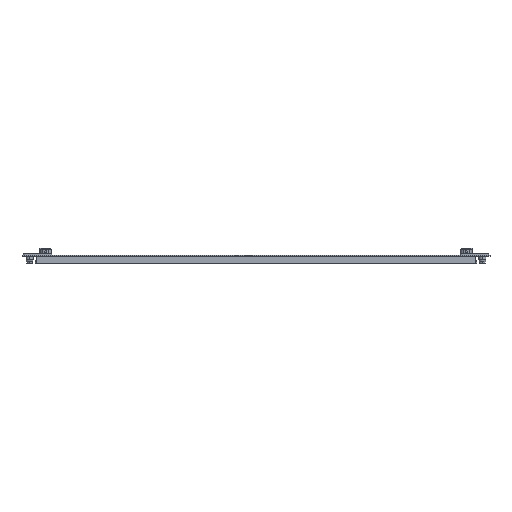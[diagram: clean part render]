
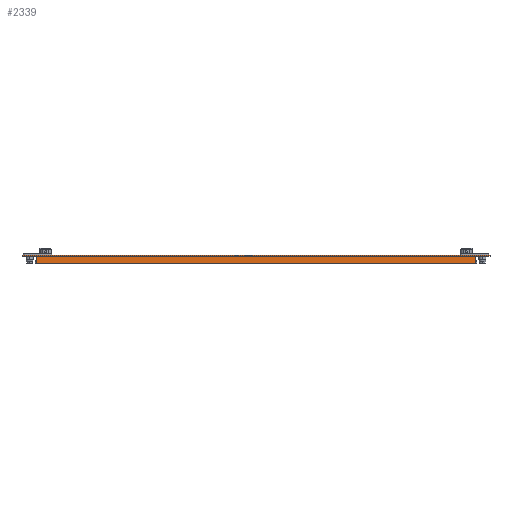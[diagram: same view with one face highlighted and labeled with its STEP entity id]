
A CAD part, front view. The second image highlights one B-rep face of the part: STEP entity #2339.
In plain terms, the highlighted face is planar.
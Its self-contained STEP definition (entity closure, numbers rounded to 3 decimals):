
#233=DIRECTION('',(-1.,0.,0.));
#234=VECTOR('',#233,17.);
#235=CARTESIAN_POINT('',(-258.,175.,0.));
#236=LINE('',#235,#234);
#249=DIRECTION('',(-1.,0.,0.));
#250=VECTOR('',#249,17.);
#251=CARTESIAN_POINT('',(275.,175.,0.));
#252=LINE('',#251,#250);
#533=DIRECTION('',(1.,0.,0.));
#534=VECTOR('',#533,550.);
#535=CARTESIAN_POINT('',(-275.,175.,1.));
#536=LINE('',#535,#534);
#833=DIRECTION('',(0.,0.,-1.));
#834=VECTOR('',#833,1.);
#835=CARTESIAN_POINT('',(-275.,175.,1.));
#836=LINE('',#835,#834);
#837=DIRECTION('',(0.,0.,-1.));
#838=VECTOR('',#837,9.);
#839=CARTESIAN_POINT('',(-258.,175.,0.));
#840=LINE('',#839,#838);
#841=DIRECTION('',(1.,0.,0.));
#842=VECTOR('',#841,516.);
#843=CARTESIAN_POINT('',(-258.,175.,-9.));
#844=LINE('',#843,#842);
#865=DIRECTION('',(0.,0.,-1.));
#866=VECTOR('',#865,9.);
#867=CARTESIAN_POINT('',(258.,175.,0.));
#868=LINE('',#867,#866);
#877=DIRECTION('',(0.,0.,-1.));
#878=VECTOR('',#877,1.);
#879=CARTESIAN_POINT('',(275.,175.,1.));
#880=LINE('',#879,#878);
#1181=CARTESIAN_POINT('',(-258.,175.,0.));
#1182=VERTEX_POINT('',#1181);
#1183=CARTESIAN_POINT('',(-275.,175.,0.));
#1184=VERTEX_POINT('',#1183);
#1197=CARTESIAN_POINT('',(275.,175.,0.));
#1198=VERTEX_POINT('',#1197);
#1199=CARTESIAN_POINT('',(258.,175.,0.));
#1200=VERTEX_POINT('',#1199);
#1309=CARTESIAN_POINT('',(-275.,175.,1.));
#1310=VERTEX_POINT('',#1309);
#1311=CARTESIAN_POINT('',(275.,175.,1.));
#1312=VERTEX_POINT('',#1311);
#1409=CARTESIAN_POINT('',(-258.,175.,-9.));
#1410=VERTEX_POINT('',#1409);
#1411=CARTESIAN_POINT('',(258.,175.,-9.));
#1412=VERTEX_POINT('',#1411);
#2320=CARTESIAN_POINT('',(125.,175.,0.));
#2321=DIRECTION('',(0.,1.,0.));
#2322=DIRECTION('',(-1.,0.,0.));
#2323=AXIS2_PLACEMENT_3D('',#2320,#2321,#2322);
#2324=PLANE('',#2323);
#2325=ORIENTED_EDGE('',*,*,#1715,.F.);
#2326=ORIENTED_EDGE('',*,*,#2308,.T.);
#2327=ORIENTED_EDGE('',*,*,#1490,.F.);
#2329=ORIENTED_EDGE('',*,*,#2328,.T.);
#2331=ORIENTED_EDGE('',*,*,#2330,.T.);
#2333=ORIENTED_EDGE('',*,*,#2332,.F.);
#2334=ORIENTED_EDGE('',*,*,#1506,.F.);
#2336=ORIENTED_EDGE('',*,*,#2335,.F.);
#2337=EDGE_LOOP('',(#2325,#2326,#2327,#2329,#2331,#2333,#2334,#2336));
#2338=FACE_OUTER_BOUND('',#2337,.F.);
#1490=EDGE_CURVE('',#1182,#1184,#236,.T.);
#1506=EDGE_CURVE('',#1198,#1200,#252,.T.);
#1715=EDGE_CURVE('',#1310,#1312,#536,.T.);
#2308=EDGE_CURVE('',#1310,#1184,#836,.T.);
#2328=EDGE_CURVE('',#1182,#1410,#840,.T.);
#2330=EDGE_CURVE('',#1410,#1412,#844,.T.);
#2332=EDGE_CURVE('',#1200,#1412,#868,.T.);
#2335=EDGE_CURVE('',#1312,#1198,#880,.T.);
#2339=ADVANCED_FACE('',(#2338),#2324,.T.);
